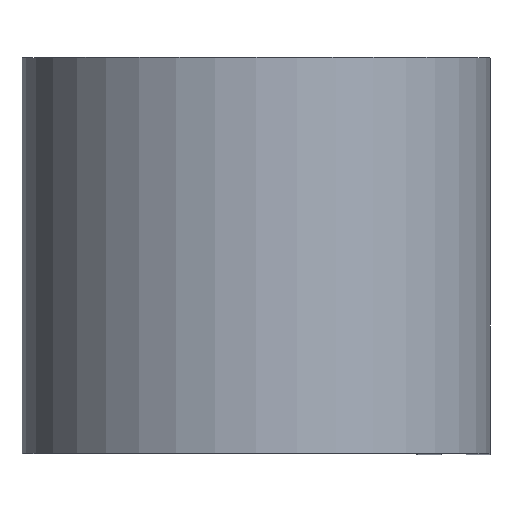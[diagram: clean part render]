
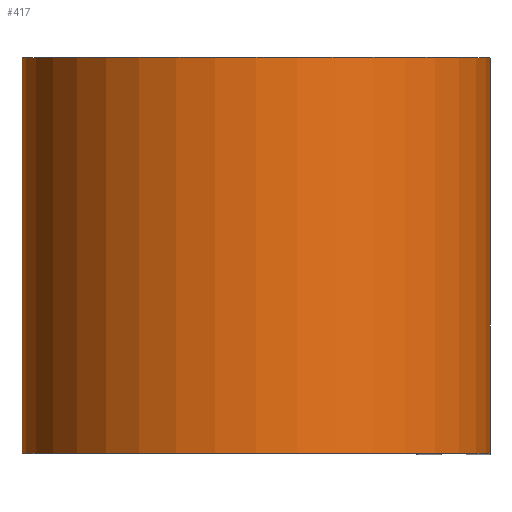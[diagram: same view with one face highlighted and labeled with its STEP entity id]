
A CAD part, top view. The second image highlights one B-rep face of the part: STEP entity #417.
In plain terms, the highlighted cylindrical face has radius 15.011 mm (diameter 30.023 mm), a partial arc.
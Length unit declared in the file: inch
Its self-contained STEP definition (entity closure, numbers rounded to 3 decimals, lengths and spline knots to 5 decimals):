
#7 = CARTESIAN_POINT ( 'NONE',  ( 0.591, -0.5, 0. ) ) ;
#9 = DIRECTION ( 'NONE',  ( 0., -1., 0. ) ) ;
#19 = CARTESIAN_POINT ( 'NONE',  ( 0., -0.5, -0.591 ) ) ;
#34 = ORIENTED_EDGE ( 'NONE', *, *, #524, .T. ) ;
#53 = CARTESIAN_POINT ( 'NONE',  ( 0.591, 0.5, 0. ) ) ;
#92 = EDGE_LOOP ( 'NONE', ( #119, #314, #542, #34 ) ) ;
#119 = ORIENTED_EDGE ( 'NONE', *, *, #602, .T. ) ;
#123 = VECTOR ( 'NONE', #534, 39.37008 ) ;
#132 = DIRECTION ( 'NONE',  ( 0., 0., -1. ) ) ;
#195 = EDGE_CURVE ( 'NONE', #204, #233, #503, .T. ) ;
#204 = VERTEX_POINT ( 'NONE', #565 ) ;
#205 = CARTESIAN_POINT ( 'NONE',  ( 0., 0.5, 0. ) ) ;
#213 = DIRECTION ( 'NONE',  ( 1., 0., 0. ) ) ;
#217 = CARTESIAN_POINT ( 'NONE',  ( 0., -0.5, 0. ) ) ;
#226 = VECTOR ( 'NONE', #262, 39.37008 ) ;
#233 = VERTEX_POINT ( 'NONE', #634 ) ;
#235 = DIRECTION ( 'NONE',  ( 0., 1., 0. ) ) ;
#262 = DIRECTION ( 'NONE',  ( 0., -1., 0. ) ) ;
#277 = CYLINDRICAL_SURFACE ( 'NONE', #568, 0.591 ) ;
#301 = FACE_OUTER_BOUND ( 'NONE', #92, .T. ) ;
#314 = ORIENTED_EDGE ( 'NONE', *, *, #467, .F. ) ;
#331 = LINE ( 'NONE', #53, #226 ) ;
#360 = CARTESIAN_POINT ( 'NONE',  ( 0., 0.5, -0.591 ) ) ;
#417 = ADVANCED_FACE ( 'NONE', ( #301 ), #277, .T. ) ;
#436 = AXIS2_PLACEMENT_3D ( 'NONE', #217, #235, #213 ) ;
#467 = EDGE_CURVE ( 'NONE', #233, #485, #331, .T. ) ;
#485 = VERTEX_POINT ( 'NONE', #7 ) ;
#503 = CIRCLE ( 'NONE', #513, 0.591 ) ;
#513 = AXIS2_PLACEMENT_3D ( 'NONE', #567, #569, #591 ) ;
#524 = EDGE_CURVE ( 'NONE', #204, #633, #622, .T. ) ;
#534 = DIRECTION ( 'NONE',  ( 0., -1., 0. ) ) ;
#542 = ORIENTED_EDGE ( 'NONE', *, *, #195, .F. ) ;
#565 = CARTESIAN_POINT ( 'NONE',  ( 0., 0.5, -0.591 ) ) ;
#567 = CARTESIAN_POINT ( 'NONE',  ( 0., 0.5, 0. ) ) ;
#568 = AXIS2_PLACEMENT_3D ( 'NONE', #205, #9, #132 ) ;
#569 = DIRECTION ( 'NONE',  ( 0., 1., 0. ) ) ;
#588 = CIRCLE ( 'NONE', #436, 0.591 ) ;
#591 = DIRECTION ( 'NONE',  ( 1., 0., 0. ) ) ;
#602 = EDGE_CURVE ( 'NONE', #633, #485, #588, .T. ) ;
#622 = LINE ( 'NONE', #360, #123 ) ;
#633 = VERTEX_POINT ( 'NONE', #19 ) ;
#634 = CARTESIAN_POINT ( 'NONE',  ( 0.591, 0.5, 0. ) ) ;
